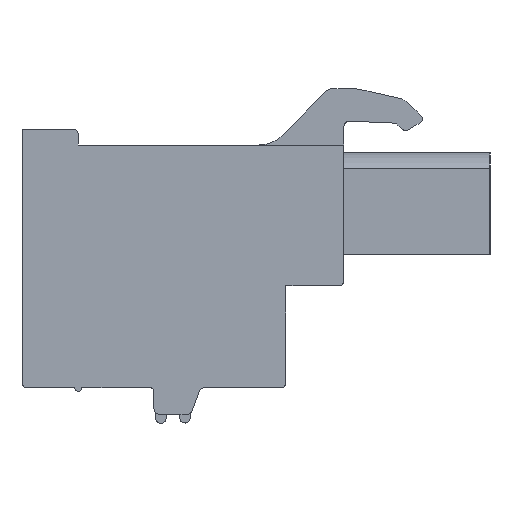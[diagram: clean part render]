
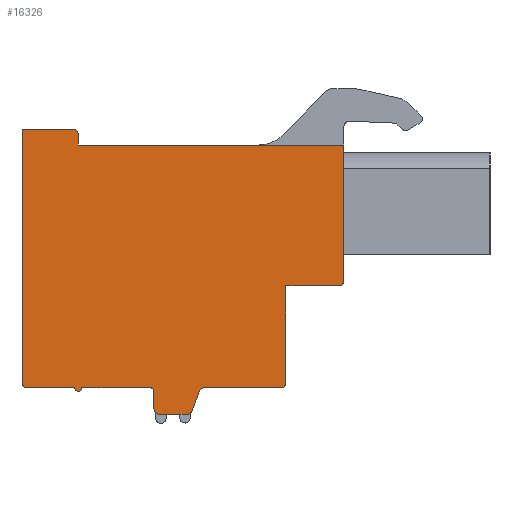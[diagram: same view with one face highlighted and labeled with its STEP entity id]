
A CAD part, left-side view. The second image highlights one B-rep face of the part: STEP entity #16326.
In plain terms, the highlighted planar face has unit normal (-1, 0, 0).
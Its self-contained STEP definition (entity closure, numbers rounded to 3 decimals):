
#102=DIRECTION('',(0.,0.,1.));
#103=VECTOR('',#102,5.5);
#104=CARTESIAN_POINT('',(-102.22,-2.36,-6.54));
#105=LINE('',#104,#103);
#110=CARTESIAN_POINT('',(-102.22,-5.36,-0.74));
#111=DIRECTION('',(1.,0.,0.));
#112=DIRECTION('',(0.,-1.,0.));
#113=AXIS2_PLACEMENT_3D('',#110,#111,#112);
#115=DIRECTION('',(0.,-1.,0.));
#116=VECTOR('',#115,3.);
#117=CARTESIAN_POINT('',(-102.22,-2.36,-1.04));
#118=LINE('',#117,#116);
#119=CARTESIAN_POINT('',(-102.22,-2.06,-6.54));
#120=DIRECTION('',(1.,0.,0.));
#121=DIRECTION('',(0.,-1.,0.));
#122=AXIS2_PLACEMENT_3D('',#119,#120,#121);
#124=DIRECTION('',(0.,1.,0.));
#125=VECTOR('',#124,4.34);
#126=CARTESIAN_POINT('',(-102.22,-2.06,-6.84));
#127=LINE('',#126,#125);
#128=CARTESIAN_POINT('',(-102.22,2.28,-7.14));
#129=DIRECTION('',(-1.,0.,0.));
#130=DIRECTION('',(0.,0.,1.));
#131=AXIS2_PLACEMENT_3D('',#128,#129,#130);
#133=DIRECTION('',(0.,0.345,-0.939));
#134=VECTOR('',#133,1.179);
#135=CARTESIAN_POINT('',(-102.22,2.562,-7.037));
#136=LINE('',#135,#134);
#137=CARTESIAN_POINT('',(-102.22,3.25,-8.04));
#138=DIRECTION('',(1.,0.,0.));
#139=DIRECTION('',(0.,-0.939,-0.345));
#140=AXIS2_PLACEMENT_3D('',#137,#138,#139);
#142=DIRECTION('',(0.,1.,0.));
#143=VECTOR('',#142,1.59);
#144=CARTESIAN_POINT('',(-102.22,3.25,-8.34));
#145=LINE('',#144,#143);
#146=CARTESIAN_POINT('',(-102.22,4.84,-8.04));
#147=DIRECTION('',(1.,0.,0.));
#148=DIRECTION('',(0.,0.,-1.));
#149=AXIS2_PLACEMENT_3D('',#146,#147,#148);
#151=DIRECTION('',(0.,0.,1.));
#152=VECTOR('',#151,1.);
#153=CARTESIAN_POINT('',(-102.22,5.14,-8.04));
#154=LINE('',#153,#152);
#155=CARTESIAN_POINT('',(-102.22,5.34,-7.04));
#156=DIRECTION('',(-1.,0.,0.));
#157=DIRECTION('',(0.,-1.,0.));
#158=AXIS2_PLACEMENT_3D('',#155,#156,#157);
#160=DIRECTION('',(0.,1.,0.));
#161=VECTOR('',#160,3.9);
#162=CARTESIAN_POINT('',(-102.22,5.34,-6.84));
#163=LINE('',#162,#161);
#164=CARTESIAN_POINT('',(-102.22,9.44,-6.84));
#165=DIRECTION('',(1.,0.,0.));
#166=DIRECTION('',(0.,-1.,0.));
#167=AXIS2_PLACEMENT_3D('',#164,#165,#166);
#169=DIRECTION('',(0.,1.,0.));
#170=VECTOR('',#169,2.7);
#171=CARTESIAN_POINT('',(-102.22,9.64,-6.84));
#172=LINE('',#171,#170);
#173=CARTESIAN_POINT('',(-102.22,12.34,-6.54));
#174=DIRECTION('',(1.,0.,0.));
#175=DIRECTION('',(0.,0.,-1.));
#176=AXIS2_PLACEMENT_3D('',#173,#174,#175);
#178=DIRECTION('',(0.,0.,1.));
#179=VECTOR('',#178,14.4);
#180=CARTESIAN_POINT('',(-102.22,12.64,-6.54));
#181=LINE('',#180,#179);
#182=DIRECTION('',(0.,-1.,0.));
#183=VECTOR('',#182,2.9);
#184=CARTESIAN_POINT('',(-102.22,12.64,7.86));
#185=LINE('',#184,#183);
#186=CARTESIAN_POINT('',(-102.22,9.74,7.56));
#187=DIRECTION('',(1.,0.,0.));
#188=DIRECTION('',(0.,0.,1.));
#189=AXIS2_PLACEMENT_3D('',#186,#187,#188);
#191=DIRECTION('',(0.,0.,-1.));
#192=VECTOR('',#191,0.6);
#193=CARTESIAN_POINT('',(-102.22,9.44,7.56));
#194=LINE('',#193,#192);
#195=DIRECTION('',(0.,-1.,0.));
#196=VECTOR('',#195,15.1);
#197=CARTESIAN_POINT('',(-102.22,9.44,6.96));
#198=LINE('',#197,#196);
#4845=DIRECTION('',(0.,0.,1.));
#4846=VECTOR('',#4845,7.7);
#4847=CARTESIAN_POINT('',(-102.22,-5.66,-0.74));
#4848=LINE('',#4847,#4846);
#12357=CARTESIAN_POINT('',(-102.22,9.44,6.96));
#12358=CARTESIAN_POINT('',(-102.22,-5.66,6.96));
#12359=VERTEX_POINT('',#12357);
#12360=VERTEX_POINT('',#12358);
#12361=CARTESIAN_POINT('',(-102.22,-2.36,-6.54));
#12362=CARTESIAN_POINT('',(-102.22,-2.06,-6.84));
#12363=VERTEX_POINT('',#12361);
#12364=VERTEX_POINT('',#12362);
#12365=CARTESIAN_POINT('',(-102.22,2.28,-6.84));
#12366=VERTEX_POINT('',#12365);
#12367=CARTESIAN_POINT('',(-102.22,2.562,-7.037));
#12368=VERTEX_POINT('',#12367);
#12369=CARTESIAN_POINT('',(-102.22,2.968,-8.143));
#12370=VERTEX_POINT('',#12369);
#12371=CARTESIAN_POINT('',(-102.22,3.25,-8.34));
#12372=VERTEX_POINT('',#12371);
#12373=CARTESIAN_POINT('',(-102.22,4.84,-8.34));
#12374=VERTEX_POINT('',#12373);
#12375=CARTESIAN_POINT('',(-102.22,5.14,-8.04));
#12376=VERTEX_POINT('',#12375);
#12377=CARTESIAN_POINT('',(-102.22,5.14,-7.04));
#12378=VERTEX_POINT('',#12377);
#12379=CARTESIAN_POINT('',(-102.22,5.34,-6.84));
#12380=VERTEX_POINT('',#12379);
#12381=CARTESIAN_POINT('',(-102.22,9.24,-6.84));
#12382=VERTEX_POINT('',#12381);
#12383=CARTESIAN_POINT('',(-102.22,9.64,-6.84));
#12384=VERTEX_POINT('',#12383);
#12385=CARTESIAN_POINT('',(-102.22,12.34,-6.84));
#12386=VERTEX_POINT('',#12385);
#12387=CARTESIAN_POINT('',(-102.22,12.64,-6.54));
#12388=VERTEX_POINT('',#12387);
#12389=CARTESIAN_POINT('',(-102.22,12.64,7.86));
#12390=VERTEX_POINT('',#12389);
#12391=CARTESIAN_POINT('',(-102.22,9.74,7.86));
#12392=VERTEX_POINT('',#12391);
#12393=CARTESIAN_POINT('',(-102.22,9.44,7.56));
#12394=VERTEX_POINT('',#12393);
#16109=CARTESIAN_POINT('',(-102.22,-5.66,-0.74));
#16110=VERTEX_POINT('',#16109);
#16111=CARTESIAN_POINT('',(-102.22,-2.36,-1.04));
#16112=VERTEX_POINT('',#16111);
#16113=CARTESIAN_POINT('',(-102.22,-5.36,-1.04));
#16114=VERTEX_POINT('',#16113);
#16278=CARTESIAN_POINT('',(-102.22,0.,0.));
#16279=DIRECTION('',(1.,0.,0.));
#16280=DIRECTION('',(0.,-1.,0.));
#16281=AXIS2_PLACEMENT_3D('',#16278,#16279,#16280);
#16282=PLANE('',#16281);
#16283=ORIENTED_EDGE('',*,*,#16242,.T.);
#16284=ORIENTED_EDGE('',*,*,#16257,.F.);
#16285=ORIENTED_EDGE('',*,*,#16269,.F.);
#16287=ORIENTED_EDGE('',*,*,#16286,.T.);
#16289=ORIENTED_EDGE('',*,*,#16288,.T.);
#16291=ORIENTED_EDGE('',*,*,#16290,.T.);
#16293=ORIENTED_EDGE('',*,*,#16292,.T.);
#16295=ORIENTED_EDGE('',*,*,#16294,.T.);
#16297=ORIENTED_EDGE('',*,*,#16296,.T.);
#16299=ORIENTED_EDGE('',*,*,#16298,.T.);
#16301=ORIENTED_EDGE('',*,*,#16300,.T.);
#16303=ORIENTED_EDGE('',*,*,#16302,.T.);
#16305=ORIENTED_EDGE('',*,*,#16304,.T.);
#16307=ORIENTED_EDGE('',*,*,#16306,.T.);
#16309=ORIENTED_EDGE('',*,*,#16308,.T.);
#16311=ORIENTED_EDGE('',*,*,#16310,.T.);
#16313=ORIENTED_EDGE('',*,*,#16312,.T.);
#16315=ORIENTED_EDGE('',*,*,#16314,.T.);
#16317=ORIENTED_EDGE('',*,*,#16316,.T.);
#16319=ORIENTED_EDGE('',*,*,#16318,.T.);
#16321=ORIENTED_EDGE('',*,*,#16320,.T.);
#16323=ORIENTED_EDGE('',*,*,#16322,.F.);
#16324=EDGE_LOOP('',(#16283,#16284,#16285,#16287,#16289,#16291,#16293,#16295,
#16297,#16299,#16301,#16303,#16305,#16307,#16309,#16311,#16313,#16315,#16317,
#16319,#16321,#16323));
#16325=FACE_OUTER_BOUND('',#16324,.F.);
#16326=ADVANCED_FACE('',(#16325),#16282,.F.);
#114=CIRCLE('',#113,0.3);
#123=CIRCLE('',#122,0.3);
#132=CIRCLE('',#131,0.3);
#141=CIRCLE('',#140,0.3);
#150=CIRCLE('',#149,0.3);
#159=CIRCLE('',#158,0.2);
#168=CIRCLE('',#167,0.2);
#177=CIRCLE('',#176,0.3);
#190=CIRCLE('',#189,0.3);
#16242=EDGE_CURVE('',#16110,#16114,#114,.T.);
#16257=EDGE_CURVE('',#16112,#16114,#118,.T.);
#16269=EDGE_CURVE('',#12363,#16112,#105,.T.);
#16286=EDGE_CURVE('',#12363,#12364,#123,.T.);
#16288=EDGE_CURVE('',#12364,#12366,#127,.T.);
#16290=EDGE_CURVE('',#12366,#12368,#132,.T.);
#16292=EDGE_CURVE('',#12368,#12370,#136,.T.);
#16294=EDGE_CURVE('',#12370,#12372,#141,.T.);
#16296=EDGE_CURVE('',#12372,#12374,#145,.T.);
#16298=EDGE_CURVE('',#12374,#12376,#150,.T.);
#16300=EDGE_CURVE('',#12376,#12378,#154,.T.);
#16302=EDGE_CURVE('',#12378,#12380,#159,.T.);
#16304=EDGE_CURVE('',#12380,#12382,#163,.T.);
#16306=EDGE_CURVE('',#12382,#12384,#168,.T.);
#16308=EDGE_CURVE('',#12384,#12386,#172,.T.);
#16310=EDGE_CURVE('',#12386,#12388,#177,.T.);
#16312=EDGE_CURVE('',#12388,#12390,#181,.T.);
#16314=EDGE_CURVE('',#12390,#12392,#185,.T.);
#16316=EDGE_CURVE('',#12392,#12394,#190,.T.);
#16318=EDGE_CURVE('',#12394,#12359,#194,.T.);
#16320=EDGE_CURVE('',#12359,#12360,#198,.T.);
#16322=EDGE_CURVE('',#16110,#12360,#4848,.T.);
